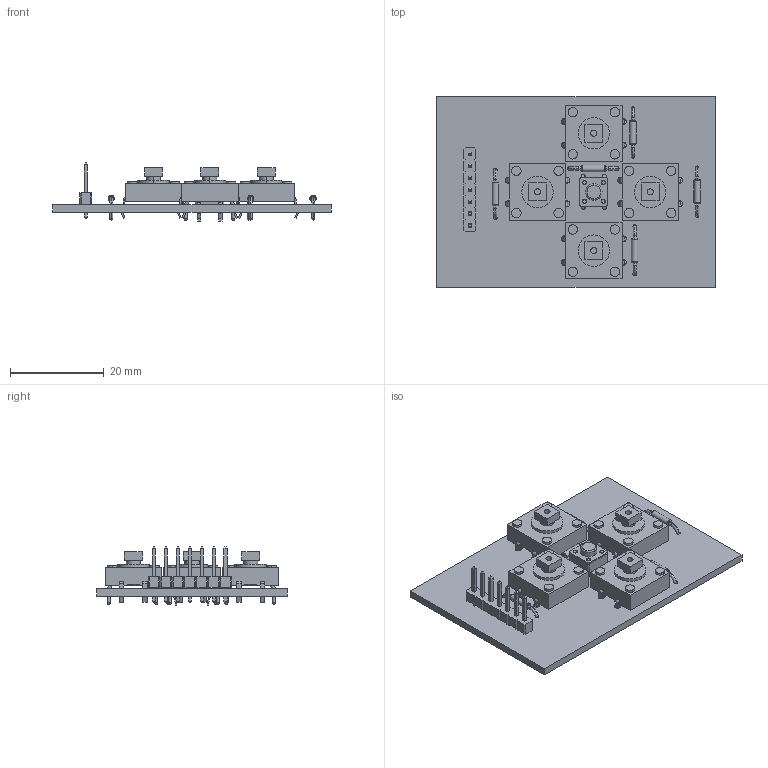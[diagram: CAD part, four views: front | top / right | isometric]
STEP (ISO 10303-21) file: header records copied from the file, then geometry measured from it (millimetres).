
FILE_DESCRIPTION(('PCB Model'),'2;1');
FILE_NAME('button pcb.STEP', '2022-03-21T18:50:04',('IlyesIlno'),('Unspecified'), 'Open CASCADE STEP processor 6.8','Proteus','Unknown');
FILE_SCHEMA(('CONFIG_CONTROL_DESIGN','SHAPE_APPEARANCE_LAYER_MIM'));
Length unit declared in the file: millimetre
Products named in the file (38): Open CASCADE STEP translator 6.8 2; Layer_1; B1; Open CASCADE STEP translator 6.8 2.2.1; Body_1; B2; Open CASCADE STEP translator 6.8 2.3.1; B3; Open CASCADE STEP translator 6.8 2.4.1; B4; Open CASCADE STEP translator 6.8 2.5.1; R4; Open CASCADE STEP translator 6.8 2.6.1; Pin_1; Pin_2; R3; R2; R1; B5; Open CASCADE STEP translator 6.8 2.10.1; =>[0:1:1:3]; =>[0:1:1:4]; =>[0:1:1:5]; =>[0:1:1:6]; =>[0:1:1:7]; =>[0:1:1:8]; =>[0:1:1:9]; =>[0:1:1:10]; =>[0:1:1:11]; =>[0:1:1:12]; =>[0:1:1:13]; R5; ARDUINO; Open CASCADE STEP translator 6.8 2.12.1; 7-Pin_Header_-_Male_-_2.54mm:1
Assembly tree (44 placements, depth 5):
  Open CASCADE STEP translator 6.8 2
    Layer_1
    B1
      Open CASCADE STEP translator 6.8 2.2.1
        Body_1
    B2
      Open CASCADE STEP translator 6.8 2.3.1
        Body_1
    B3
      Open CASCADE STEP translator 6.8 2.4.1
        Body_1
    B4
      Open CASCADE STEP translator 6.8 2.5.1
        Body_1
    R4
      Open CASCADE STEP translator 6.8 2.6.1
        Body_1
        Pin_1
        Pin_2
    R3
      Open CASCADE STEP translator 6.8 2.6.1
        Body_1
        Pin_1
        Pin_2
    R2
      Open CASCADE STEP translator 6.8 2.6.1
        Body_1
        Pin_1
        Pin_2
    R1
      Open CASCADE STEP translator 6.8 2.6.1
        Body_1
        Pin_1
        Pin_2
    B5
      Open CASCADE STEP translator 6.8 2.10.1
        Body_1
          =>[0:1:1:3]
          =>[0:1:1:4]
          =>[0:1:1:5]
          =>[0:1:1:6]
          =>[0:1:1:7]
          =>[0:1:1:8]
          =>[0:1:1:9]
          =>[0:1:1:10]
          =>[0:1:1:11]
          =>[0:1:1:12]
          =>[0:1:1:13]
    R5
      Open CASCADE STEP translator 6.8 2.6.1
        Body_1
        Pin_1
        Pin_2
    ARDUINO
      Open CASCADE STEP translator 6.8 2.12.1
        Body_1
          7-Pin_Header_-_Male_-_2.54mm:1
Bounding box: 59.4 x 40.6 x 12.4 mm (x, y, z)
Volume: 6649.9 mm3; surface area: 8647.3 mm2
Topology: 32 solids, 32 shells, 998 faces, 2482 edges, 1570 vertices
Faces by surface type: plane 526, cylinder 352, bspline 40, sphere 40, torus 30, extrusion 10
Entity records: 19305 total; most frequent: CARTESIAN_POINT 3047, DIRECTION 2910, ORIENTED_EDGE 2768, EDGE_CURVE 1384, AXIS2_PLACEMENT_3D 993, VECTOR 924, LINE 922, VERTEX_POINT 886
